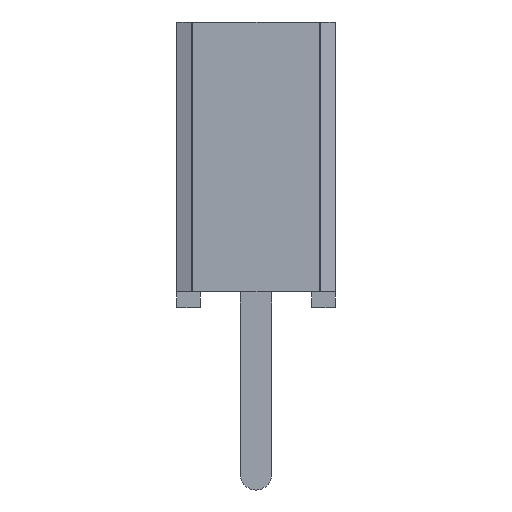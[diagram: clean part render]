
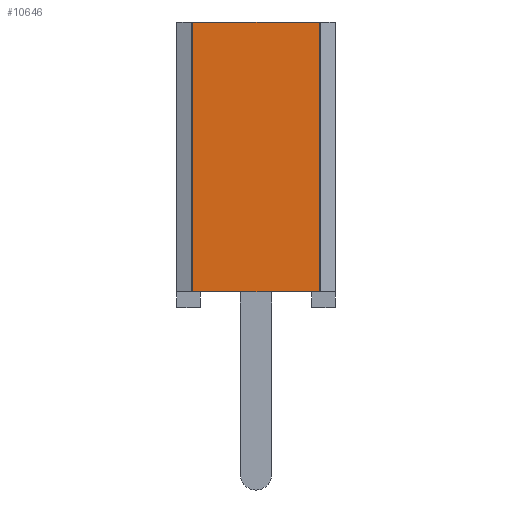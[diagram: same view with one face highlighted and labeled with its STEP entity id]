
A CAD part, left-side view. The second image highlights one B-rep face of the part: STEP entity #10646.
In plain terms, the highlighted planar face has unit normal (-1, 0, 0).
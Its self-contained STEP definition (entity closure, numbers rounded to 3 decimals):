
#10646 = ADVANCED_FACE('',(#10647),#10681,.F.);
#10647 = FACE_BOUND('',#10648,.T.);
#10648 = EDGE_LOOP('',(#10649,#10659,#10667,#10675));
#10649 = ORIENTED_EDGE('',*,*,#10650,.T.);
#10650 = EDGE_CURVE('',#10651,#10653,#10655,.T.);
#10651 = VERTEX_POINT('',#10652);
#10652 = CARTESIAN_POINT('',(-29.324,1.026,4.572));
#10653 = VERTEX_POINT('',#10654);
#10654 = CARTESIAN_POINT('',(-29.324,1.026,0.254));
#10655 = LINE('',#10656,#10657);
#10656 = CARTESIAN_POINT('',(-29.324,1.026,4.572));
#10657 = VECTOR('',#10658,1.);
#10658 = DIRECTION('',(0.,0.,-1.));
#10659 = ORIENTED_EDGE('',*,*,#10660,.T.);
#10660 = EDGE_CURVE('',#10653,#10661,#10663,.T.);
#10661 = VERTEX_POINT('',#10662);
#10662 = CARTESIAN_POINT('',(-29.324,-1.026,0.254));
#10663 = LINE('',#10664,#10665);
#10664 = CARTESIAN_POINT('',(-29.324,0.889,0.254));
#10665 = VECTOR('',#10666,1.);
#10666 = DIRECTION('',(0.,-1.,0.));
#10667 = ORIENTED_EDGE('',*,*,#10668,.T.);
#10668 = EDGE_CURVE('',#10661,#10669,#10671,.T.);
#10669 = VERTEX_POINT('',#10670);
#10670 = CARTESIAN_POINT('',(-29.324,-1.026,4.572));
#10671 = LINE('',#10672,#10673);
#10672 = CARTESIAN_POINT('',(-29.324,-1.026,4.572));
#10673 = VECTOR('',#10674,1.);
#10674 = DIRECTION('',(0.,0.,1.));
#10675 = ORIENTED_EDGE('',*,*,#10676,.F.);
#10676 = EDGE_CURVE('',#10651,#10669,#10677,.T.);
#10677 = LINE('',#10678,#10679);
#10678 = CARTESIAN_POINT('',(-29.324,1.27,4.572));
#10679 = VECTOR('',#10680,1.);
#10680 = DIRECTION('',(0.,-1.,0.));
#10681 = PLANE('',#10682);
#10682 = AXIS2_PLACEMENT_3D('',#10683,#10684,#10685);
#10683 = CARTESIAN_POINT('',(-29.324,1.27,4.572));
#10684 = DIRECTION('',(1.,0.,0.));
#10685 = DIRECTION('',(0.,1.,0.));
